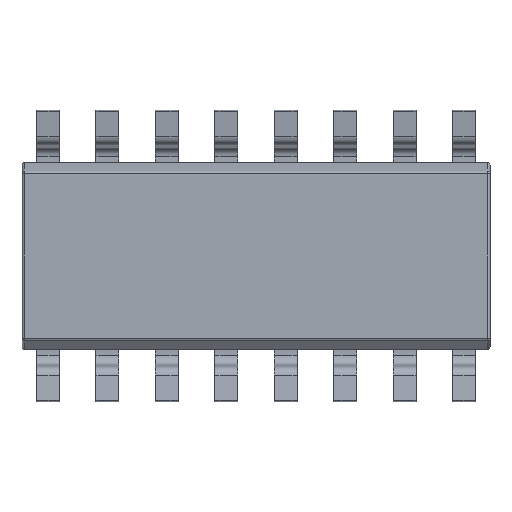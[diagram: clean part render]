
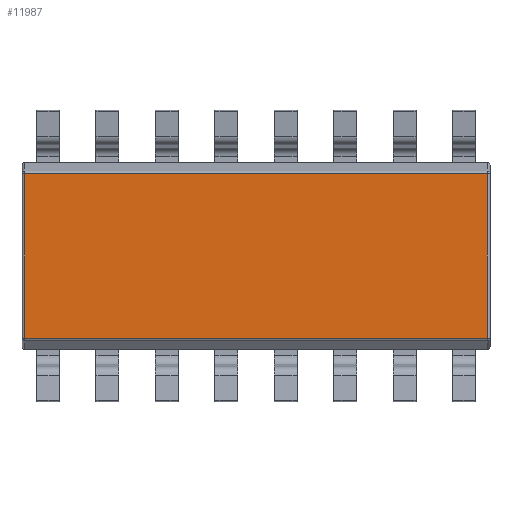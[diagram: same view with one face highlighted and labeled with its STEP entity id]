
A CAD part, front view. The second image highlights one B-rep face of the part: STEP entity #11987.
In plain terms, the highlighted planar face has unit normal (0, -1, 0).
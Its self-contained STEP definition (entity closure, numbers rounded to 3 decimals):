
#458 = EDGE_LOOP ( 'NONE', ( #12505, #3914, #5008, #1166 ) ) ;
#633 = LINE ( 'NONE', #10221, #13932 ) ;
#1166 = ORIENTED_EDGE ( 'NONE', *, *, #2943, .T. ) ;
#1477 = EDGE_CURVE ( 'NONE', #6938, #13762, #6464, .T. ) ;
#2855 = DIRECTION ( 'NONE',  ( 0., -1., 0. ) ) ;
#2943 = EDGE_CURVE ( 'NONE', #13762, #13917, #3785, .T. ) ;
#3026 = DIRECTION ( 'NONE',  ( 0., 0., 1. ) ) ;
#3785 = LINE ( 'NONE', #4737, #11781 ) ;
#3914 = ORIENTED_EDGE ( 'NONE', *, *, #6916, .T. ) ;
#4123 = CARTESIAN_POINT ( 'NONE',  ( 4.94, 0.25, 1.758 ) ) ;
#4737 = CARTESIAN_POINT ( 'NONE',  ( 0., 0.25, 1.758 ) ) ;
#5008 = ORIENTED_EDGE ( 'NONE', *, *, #1477, .T. ) ;
#5593 = VECTOR ( 'NONE', #8306, 1000. ) ;
#6329 = LINE ( 'NONE', #10571, #5593 ) ;
#6464 = LINE ( 'NONE', #14557, #7008 ) ;
#6585 = AXIS2_PLACEMENT_3D ( 'NONE', #14635, #2855, #11108 ) ;
#6916 = EDGE_CURVE ( 'NONE', #14138, #6938, #6329, .T. ) ;
#6938 = VERTEX_POINT ( 'NONE', #9542 ) ;
#7008 = VECTOR ( 'NONE', #3026, 1000. ) ;
#8306 = DIRECTION ( 'NONE',  ( 1., 0., 0. ) ) ;
#9217 = DIRECTION ( 'NONE',  ( -1., 0., 0. ) ) ;
#9542 = CARTESIAN_POINT ( 'NONE',  ( 4.94, 0.25, -1.758 ) ) ;
#9688 = EDGE_CURVE ( 'NONE', #13917, #14138, #633, .T. ) ;
#9833 = CARTESIAN_POINT ( 'NONE',  ( -4.94, 0.25, -1.758 ) ) ;
#10221 = CARTESIAN_POINT ( 'NONE',  ( -4.94, 0.25, -1.8 ) ) ;
#10571 = CARTESIAN_POINT ( 'NONE',  ( 0., 0.25, -1.758 ) ) ;
#11108 = DIRECTION ( 'NONE',  ( 0., 0., -1. ) ) ;
#11781 = VECTOR ( 'NONE', #9217, 1000. ) ;
#11987 = ADVANCED_FACE ( 'NONE', ( #12022 ), #14532, .T. ) ;
#12022 = FACE_OUTER_BOUND ( 'NONE', #458, .T. ) ;
#12505 = ORIENTED_EDGE ( 'NONE', *, *, #9688, .T. ) ;
#12754 = CARTESIAN_POINT ( 'NONE',  ( -4.94, 0.25, 1.758 ) ) ;
#13762 = VERTEX_POINT ( 'NONE', #4123 ) ;
#13917 = VERTEX_POINT ( 'NONE', #12754 ) ;
#13932 = VECTOR ( 'NONE', #14882, 1000. ) ;
#14138 = VERTEX_POINT ( 'NONE', #9833 ) ;
#14532 = PLANE ( 'NONE',  #6585 ) ;
#14557 = CARTESIAN_POINT ( 'NONE',  ( 4.94, 0.25, 1.8 ) ) ;
#14635 = CARTESIAN_POINT ( 'NONE',  ( 0., 0.25, 0. ) ) ;
#14882 = DIRECTION ( 'NONE',  ( 0., 0., -1. ) ) ;
